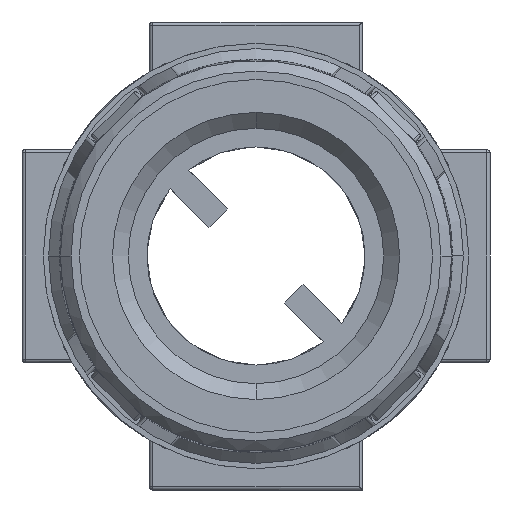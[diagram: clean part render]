
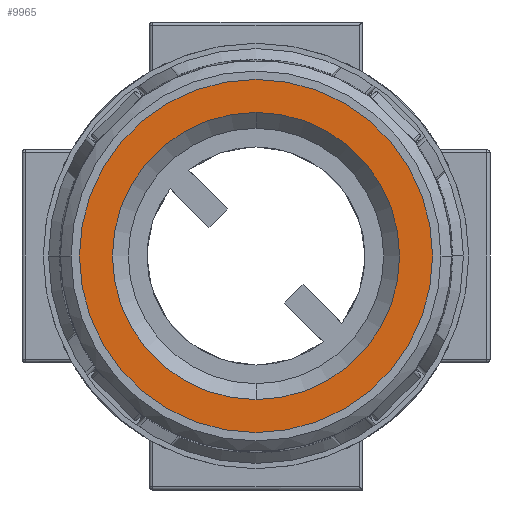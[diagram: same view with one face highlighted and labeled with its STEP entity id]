
A CAD part, front view. The second image highlights one B-rep face of the part: STEP entity #9965.
In plain terms, the highlighted planar face has unit normal (0, -1, 0).
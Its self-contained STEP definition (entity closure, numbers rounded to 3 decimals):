
#2533=CARTESIAN_POINT('',(0.,-97.2,0.));
#2534=DIRECTION('',(0.,1.,0.));
#2535=DIRECTION('',(0.,0.,-1.));
#2536=AXIS2_PLACEMENT_3D('',#2533,#2534,#2535);
#2546=CARTESIAN_POINT('',(0.,-97.2,0.));
#2547=DIRECTION('',(0.,-1.,0.));
#2548=DIRECTION('',(0.,0.,-1.));
#2549=AXIS2_PLACEMENT_3D('',#2546,#2547,#2548);
#2551=CARTESIAN_POINT('',(0.,-97.2,0.));
#2552=DIRECTION('',(0.,-1.,0.));
#2553=DIRECTION('',(-1.,0.,0.));
#2554=AXIS2_PLACEMENT_3D('',#2551,#2552,#2553);
#2560=CARTESIAN_POINT('',(0.,-97.2,0.));
#2561=DIRECTION('',(0.,-1.,0.));
#2562=DIRECTION('',(1.,0.,0.));
#2563=AXIS2_PLACEMENT_3D('',#2560,#2561,#2562);
#7456=CARTESIAN_POINT('',(0.,-97.2,-13.5));
#7458=VERTEX_POINT('',#7456);
#7462=CARTESIAN_POINT('',(0.,-97.2,13.5));
#7464=VERTEX_POINT('',#7462);
#7484=CARTESIAN_POINT('',(-16.6,-97.2,0.));
#7485=CARTESIAN_POINT('',(16.6,-97.2,0.));
#7486=VERTEX_POINT('',#7484);
#7487=VERTEX_POINT('',#7485);
#9950=CARTESIAN_POINT('',(0.,-97.2,0.));
#9951=DIRECTION('',(0.,1.,0.));
#9952=DIRECTION('',(0.,0.,1.));
#9953=AXIS2_PLACEMENT_3D('',#9950,#9951,#9952);
#9954=PLANE('',#9953);
#9956=ORIENTED_EDGE('',*,*,#9955,.F.);
#9958=ORIENTED_EDGE('',*,*,#9957,.F.);
#9959=EDGE_LOOP('',(#9956,#9958));
#9960=FACE_OUTER_BOUND('',#9959,.F.);
#9961=ORIENTED_EDGE('',*,*,#9929,.F.);
#9962=ORIENTED_EDGE('',*,*,#9945,.T.);
#9963=EDGE_LOOP('',(#9961,#9962));
#9964=FACE_BOUND('',#9963,.F.);
#9965=ADVANCED_FACE('',(#9960,#9964),#9954,.F.);
#2537=CIRCLE('',#2536,13.5);
#2550=CIRCLE('',#2549,13.5);
#2555=CIRCLE('',#2554,16.6);
#2564=CIRCLE('',#2563,16.6);
#9929=EDGE_CURVE('',#7458,#7464,#2537,.T.);
#9945=EDGE_CURVE('',#7458,#7464,#2550,.T.);
#9955=EDGE_CURVE('',#7486,#7487,#2555,.T.);
#9957=EDGE_CURVE('',#7487,#7486,#2564,.T.);
